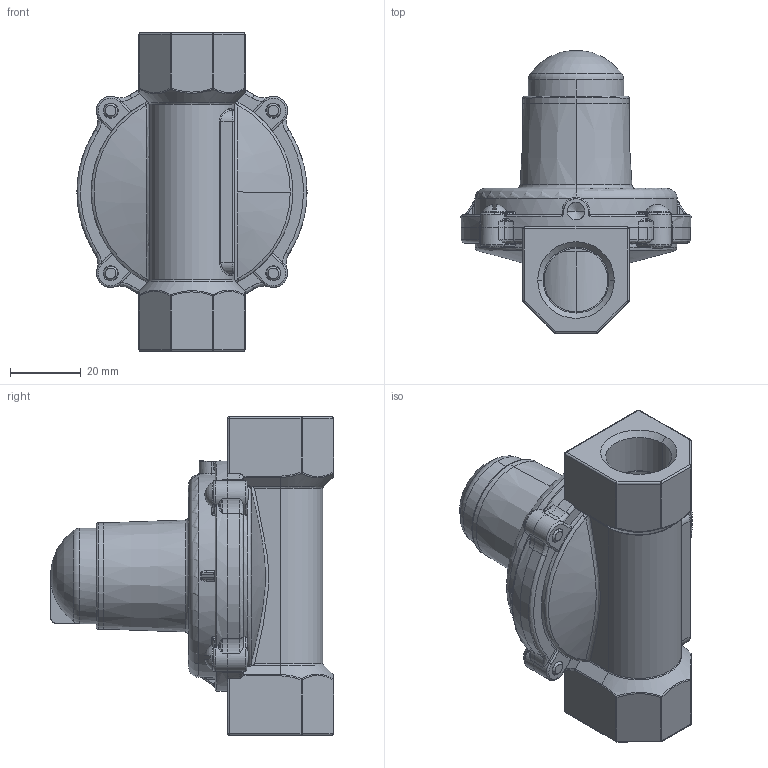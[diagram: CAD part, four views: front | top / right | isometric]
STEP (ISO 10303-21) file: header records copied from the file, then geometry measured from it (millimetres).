
FILE_DESCRIPTION (( 'STEP AP203' ), '1' );
FILE_NAME ('558捘.STEP', '2019-10-22T12:24:27', ( '' ), ( '' ), 'SwSTEP 2.0', 'SolidWorks 2018', '' );
FILE_SCHEMA (( 'CONFIG_CONTROL_DESIGN' ));
Length unit declared in the file: millimetre
Products named in the file (1): 558捘
Bounding box: 65 x 80 x 90 mm (x, y, z)
Volume: 57952.1 mm3; surface area: 38672.7 mm2
Topology: 7 solids, 7 shells, 733 faces, 1767 edges, 986 vertices
Faces by surface type: cylinder 255, bspline 194, plane 117, torus 76, sphere 46, cone 45
Entity records: 29157 total; most frequent: CARTESIAN_POINT 13646, ORIENTED_EDGE 3362, DIRECTION 3129, EDGE_CURVE 1681, AXIS2_PLACEMENT_3D 1334, VERTEX_POINT 982, CIRCLE 794, EDGE_LOOP 777
